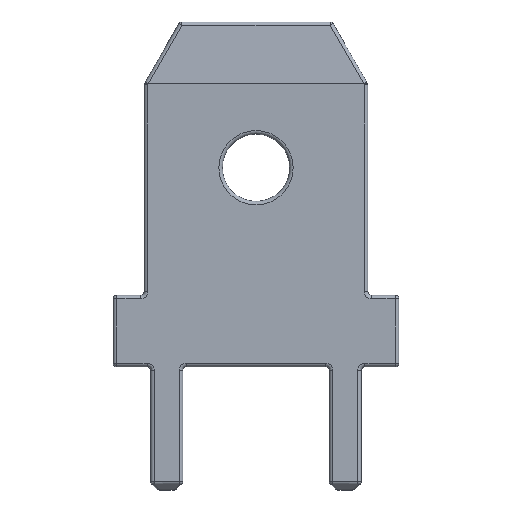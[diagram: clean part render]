
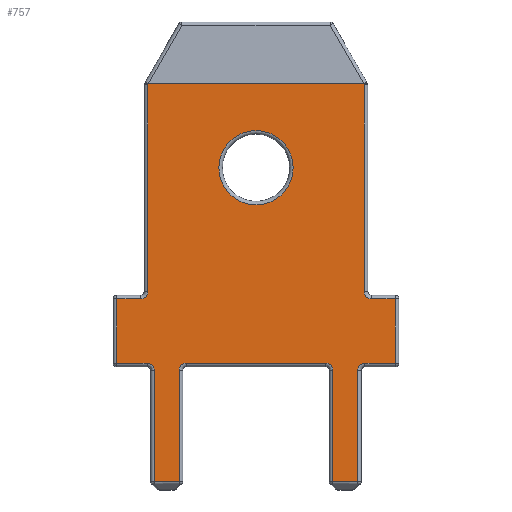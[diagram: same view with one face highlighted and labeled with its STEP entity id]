
A CAD part, front view. The second image highlights one B-rep face of the part: STEP entity #757.
In plain terms, the highlighted planar face has unit normal (0, -1, 0).
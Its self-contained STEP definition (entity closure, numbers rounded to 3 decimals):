
#170 = VERTEX_POINT('',#171);
#171 = CARTESIAN_POINT('',(2.15,-0.4,-3.209));
#181 = EDGE_CURVE('',#170,#182,#184,.T.);
#182 = VERTEX_POINT('',#183);
#183 = CARTESIAN_POINT('',(2.15,-0.4,-0.1));
#184 = LINE('',#185,#186);
#185 = CARTESIAN_POINT('',(2.15,-0.4,-3.25));
#186 = VECTOR('',#187,1.);
#187 = DIRECTION('',(0.,0.,1.));
#705 = EDGE_CURVE('',#182,#706,#708,.T.);
#706 = VERTEX_POINT('',#707);
#707 = CARTESIAN_POINT('',(1.95,-0.4,0.1));
#708 = CIRCLE('',#709,0.2);
#709 = AXIS2_PLACEMENT_3D('',#710,#711,#712);
#710 = CARTESIAN_POINT('',(1.95,-0.4,-0.1));
#711 = DIRECTION('',(0.,-1.,0.));
#712 = DIRECTION('',(1.,0.,0.));
#757 = ADVANCED_FACE('',(#758,#965),#976,.F.);
#758 = FACE_BOUND('',#759,.F.);
#759 = EDGE_LOOP('',(#760,#770,#779,#790,#798,#807,#815,#823,#831,#840,
    #848,#854,#855,#856,#864,#873,#881,#889,#897,#906,#914,#922,#930,
    #939,#947,#958));
#760 = ORIENTED_EDGE('',*,*,#761,.F.);
#761 = EDGE_CURVE('',#762,#764,#766,.T.);
#762 = VERTEX_POINT('',#763);
#763 = CARTESIAN_POINT('',(3.02,-0.4,7.918));
#764 = VERTEX_POINT('',#765);
#765 = CARTESIAN_POINT('',(-3.015,-0.4,7.918));
#766 = LINE('',#767,#768);
#767 = CARTESIAN_POINT('',(3.13,-0.4,7.918));
#768 = VECTOR('',#769,1.);
#769 = DIRECTION('',(-1.,0.,0.));
#770 = ORIENTED_EDGE('',*,*,#771,.T.);
#771 = EDGE_CURVE('',#762,#772,#774,.T.);
#772 = VERTEX_POINT('',#773);
#773 = CARTESIAN_POINT('',(3.026,-0.4,7.898));
#774 = B_SPLINE_CURVE_WITH_KNOTS('',2,(#775,#776,#777,#778),
  .UNSPECIFIED.,.F.,.F.,(3,1,3),(1.948,2.178,
    2.23),.UNSPECIFIED.);
#775 = CARTESIAN_POINT('',(3.015,-0.4,7.918));
#776 = CARTESIAN_POINT('',(3.072,-0.4,7.818));
#777 = CARTESIAN_POINT('',(3.143,-0.4,7.695));
#778 = CARTESIAN_POINT('',(3.156,-0.4,7.673));
#779 = ORIENTED_EDGE('',*,*,#780,.T.);
#780 = EDGE_CURVE('',#772,#781,#783,.T.);
#781 = VERTEX_POINT('',#782);
#782 = CARTESIAN_POINT('',(3.03,-0.4,7.891));
#783 = B_SPLINE_CURVE_WITH_KNOTS('',5,(#784,#785,#786,#787,#788,#789),
  .UNSPECIFIED.,.F.,.F.,(6,6),(0.,1.),.PIECEWISE_BEZIER_KNOTS.);
#784 = CARTESIAN_POINT('',(3.026,-0.4,7.898));
#785 = CARTESIAN_POINT('',(3.027,-0.4,7.896));
#786 = CARTESIAN_POINT('',(3.028,-0.4,7.895));
#787 = CARTESIAN_POINT('',(3.03,-0.4,7.894));
#788 = CARTESIAN_POINT('',(3.03,-0.4,7.893));
#789 = CARTESIAN_POINT('',(3.03,-0.4,7.891));
#790 = ORIENTED_EDGE('',*,*,#791,.T.);
#791 = EDGE_CURVE('',#781,#792,#794,.T.);
#792 = VERTEX_POINT('',#793);
#793 = CARTESIAN_POINT('',(3.03,-0.4,2.1));
#794 = LINE('',#795,#796);
#795 = CARTESIAN_POINT('',(3.03,-0.4,7.918));
#796 = VECTOR('',#797,1.);
#797 = DIRECTION('',(0.,0.,-1.));
#798 = ORIENTED_EDGE('',*,*,#799,.F.);
#799 = EDGE_CURVE('',#800,#792,#802,.T.);
#800 = VERTEX_POINT('',#801);
#801 = CARTESIAN_POINT('',(3.23,-0.4,1.9));
#802 = CIRCLE('',#803,0.2);
#803 = AXIS2_PLACEMENT_3D('',#804,#805,#806);
#804 = CARTESIAN_POINT('',(3.23,-0.4,2.1));
#805 = DIRECTION('',(-0.,1.,0.));
#806 = DIRECTION('',(0.,0.,-1.));
#807 = ORIENTED_EDGE('',*,*,#808,.T.);
#808 = EDGE_CURVE('',#800,#809,#811,.T.);
#809 = VERTEX_POINT('',#810);
#810 = CARTESIAN_POINT('',(3.9,-0.4,1.9));
#811 = LINE('',#812,#813);
#812 = CARTESIAN_POINT('',(3.13,-0.4,1.9));
#813 = VECTOR('',#814,1.);
#814 = DIRECTION('',(1.,0.,0.));
#815 = ORIENTED_EDGE('',*,*,#816,.T.);
#816 = EDGE_CURVE('',#809,#817,#819,.T.);
#817 = VERTEX_POINT('',#818);
#818 = CARTESIAN_POINT('',(3.9,-0.4,0.1));
#819 = LINE('',#820,#821);
#820 = CARTESIAN_POINT('',(3.9,-0.4,2.));
#821 = VECTOR('',#822,1.);
#822 = DIRECTION('',(0.,0.,-1.));
#823 = ORIENTED_EDGE('',*,*,#824,.T.);
#824 = EDGE_CURVE('',#817,#825,#827,.T.);
#825 = VERTEX_POINT('',#826);
#826 = CARTESIAN_POINT('',(3.05,-0.4,0.1));
#827 = LINE('',#828,#829);
#828 = CARTESIAN_POINT('',(4.,-0.4,0.1));
#829 = VECTOR('',#830,1.);
#830 = DIRECTION('',(-1.,0.,0.));
#831 = ORIENTED_EDGE('',*,*,#832,.F.);
#832 = EDGE_CURVE('',#833,#825,#835,.T.);
#833 = VERTEX_POINT('',#834);
#834 = CARTESIAN_POINT('',(2.85,-0.4,-0.1));
#835 = CIRCLE('',#836,0.2);
#836 = AXIS2_PLACEMENT_3D('',#837,#838,#839);
#837 = CARTESIAN_POINT('',(3.05,-0.4,-0.1));
#838 = DIRECTION('',(0.,1.,0.));
#839 = DIRECTION('',(-1.,0.,0.));
#840 = ORIENTED_EDGE('',*,*,#841,.T.);
#841 = EDGE_CURVE('',#833,#842,#844,.T.);
#842 = VERTEX_POINT('',#843);
#843 = CARTESIAN_POINT('',(2.85,-0.4,-3.209));
#844 = LINE('',#845,#846);
#845 = CARTESIAN_POINT('',(2.85,-0.4,0.));
#846 = VECTOR('',#847,1.);
#847 = DIRECTION('',(0.,0.,-1.));
#848 = ORIENTED_EDGE('',*,*,#849,.T.);
#849 = EDGE_CURVE('',#842,#170,#850,.T.);
#850 = LINE('',#851,#852);
#851 = CARTESIAN_POINT('',(2.95,-0.4,-3.209));
#852 = VECTOR('',#853,1.);
#853 = DIRECTION('',(-1.,0.,0.));
#854 = ORIENTED_EDGE('',*,*,#181,.T.);
#855 = ORIENTED_EDGE('',*,*,#705,.T.);
#856 = ORIENTED_EDGE('',*,*,#857,.T.);
#857 = EDGE_CURVE('',#706,#858,#860,.T.);
#858 = VERTEX_POINT('',#859);
#859 = CARTESIAN_POINT('',(-1.95,-0.4,0.1));
#860 = LINE('',#861,#862);
#861 = CARTESIAN_POINT('',(2.05,-0.4,0.1));
#862 = VECTOR('',#863,1.);
#863 = DIRECTION('',(-1.,0.,0.));
#864 = ORIENTED_EDGE('',*,*,#865,.T.);
#865 = EDGE_CURVE('',#858,#866,#868,.T.);
#866 = VERTEX_POINT('',#867);
#867 = CARTESIAN_POINT('',(-2.15,-0.4,-0.1));
#868 = CIRCLE('',#869,0.2);
#869 = AXIS2_PLACEMENT_3D('',#870,#871,#872);
#870 = CARTESIAN_POINT('',(-1.95,-0.4,-0.1));
#871 = DIRECTION('',(0.,-1.,0.));
#872 = DIRECTION('',(0.,0.,1.));
#873 = ORIENTED_EDGE('',*,*,#874,.T.);
#874 = EDGE_CURVE('',#866,#875,#877,.T.);
#875 = VERTEX_POINT('',#876);
#876 = CARTESIAN_POINT('',(-2.15,-0.4,-3.209));
#877 = LINE('',#878,#879);
#878 = CARTESIAN_POINT('',(-2.15,-0.4,0.));
#879 = VECTOR('',#880,1.);
#880 = DIRECTION('',(0.,0.,-1.));
#881 = ORIENTED_EDGE('',*,*,#882,.T.);
#882 = EDGE_CURVE('',#875,#883,#885,.T.);
#883 = VERTEX_POINT('',#884);
#884 = CARTESIAN_POINT('',(-2.85,-0.4,-3.209));
#885 = LINE('',#886,#887);
#886 = CARTESIAN_POINT('',(-2.05,-0.4,-3.209));
#887 = VECTOR('',#888,1.);
#888 = DIRECTION('',(-1.,0.,0.));
#889 = ORIENTED_EDGE('',*,*,#890,.T.);
#890 = EDGE_CURVE('',#883,#891,#893,.T.);
#891 = VERTEX_POINT('',#892);
#892 = CARTESIAN_POINT('',(-2.85,-0.4,-0.1));
#893 = LINE('',#894,#895);
#894 = CARTESIAN_POINT('',(-2.85,-0.4,-3.25));
#895 = VECTOR('',#896,1.);
#896 = DIRECTION('',(0.,0.,1.));
#897 = ORIENTED_EDGE('',*,*,#898,.T.);
#898 = EDGE_CURVE('',#891,#899,#901,.T.);
#899 = VERTEX_POINT('',#900);
#900 = CARTESIAN_POINT('',(-3.05,-0.4,0.1));
#901 = CIRCLE('',#902,0.2);
#902 = AXIS2_PLACEMENT_3D('',#903,#904,#905);
#903 = CARTESIAN_POINT('',(-3.05,-0.4,-0.1));
#904 = DIRECTION('',(0.,-1.,0.));
#905 = DIRECTION('',(1.,0.,0.));
#906 = ORIENTED_EDGE('',*,*,#907,.T.);
#907 = EDGE_CURVE('',#899,#908,#910,.T.);
#908 = VERTEX_POINT('',#909);
#909 = CARTESIAN_POINT('',(-3.9,-0.4,0.1));
#910 = LINE('',#911,#912);
#911 = CARTESIAN_POINT('',(-2.95,-0.4,0.1));
#912 = VECTOR('',#913,1.);
#913 = DIRECTION('',(-1.,0.,0.));
#914 = ORIENTED_EDGE('',*,*,#915,.T.);
#915 = EDGE_CURVE('',#908,#916,#918,.T.);
#916 = VERTEX_POINT('',#917);
#917 = CARTESIAN_POINT('',(-3.9,-0.4,1.9));
#918 = LINE('',#919,#920);
#919 = CARTESIAN_POINT('',(-3.9,-0.4,0.));
#920 = VECTOR('',#921,1.);
#921 = DIRECTION('',(0.,0.,1.));
#922 = ORIENTED_EDGE('',*,*,#923,.T.);
#923 = EDGE_CURVE('',#916,#924,#926,.T.);
#924 = VERTEX_POINT('',#925);
#925 = CARTESIAN_POINT('',(-3.23,-0.4,1.9));
#926 = LINE('',#927,#928);
#927 = CARTESIAN_POINT('',(-4.,-0.4,1.9));
#928 = VECTOR('',#929,1.);
#929 = DIRECTION('',(1.,0.,0.));
#930 = ORIENTED_EDGE('',*,*,#931,.T.);
#931 = EDGE_CURVE('',#924,#932,#934,.T.);
#932 = VERTEX_POINT('',#933);
#933 = CARTESIAN_POINT('',(-3.03,-0.4,2.1));
#934 = CIRCLE('',#935,0.2);
#935 = AXIS2_PLACEMENT_3D('',#936,#937,#938);
#936 = CARTESIAN_POINT('',(-3.23,-0.4,2.1));
#937 = DIRECTION('',(0.,-1.,0.));
#938 = DIRECTION('',(0.,0.,-1.));
#939 = ORIENTED_EDGE('',*,*,#940,.T.);
#940 = EDGE_CURVE('',#932,#941,#943,.T.);
#941 = VERTEX_POINT('',#942);
#942 = CARTESIAN_POINT('',(-3.03,-0.4,7.891));
#943 = LINE('',#944,#945);
#944 = CARTESIAN_POINT('',(-3.03,-0.4,2.));
#945 = VECTOR('',#946,1.);
#946 = DIRECTION('',(0.,0.,1.));
#947 = ORIENTED_EDGE('',*,*,#948,.F.);
#948 = EDGE_CURVE('',#949,#941,#951,.T.);
#949 = VERTEX_POINT('',#950);
#950 = CARTESIAN_POINT('',(-3.026,-0.4,7.898));
#951 = B_SPLINE_CURVE_WITH_KNOTS('',5,(#952,#953,#954,#955,#956,#957),
  .UNSPECIFIED.,.F.,.F.,(6,6),(0.,1.),.PIECEWISE_BEZIER_KNOTS.);
#952 = CARTESIAN_POINT('',(-3.026,-0.4,7.898));
#953 = CARTESIAN_POINT('',(-3.027,-0.4,7.896));
#954 = CARTESIAN_POINT('',(-3.028,-0.4,7.895));
#955 = CARTESIAN_POINT('',(-3.03,-0.4,7.894));
#956 = CARTESIAN_POINT('',(-3.03,-0.4,7.893));
#957 = CARTESIAN_POINT('',(-3.03,-0.4,7.891));
#958 = ORIENTED_EDGE('',*,*,#959,.T.);
#959 = EDGE_CURVE('',#949,#764,#960,.T.);
#960 = B_SPLINE_CURVE_WITH_KNOTS('',2,(#961,#962,#963,#964),
  .UNSPECIFIED.,.F.,.F.,(3,1,3),(-0.18,-0.173,
    0.058),.UNSPECIFIED.);
#961 = CARTESIAN_POINT('',(-3.134,-0.4,7.711));
#962 = CARTESIAN_POINT('',(-3.132,-0.4,7.715));
#963 = CARTESIAN_POINT('',(-3.072,-0.4,7.818));
#964 = CARTESIAN_POINT('',(-3.015,-0.4,7.918));
#965 = FACE_BOUND('',#966,.F.);
#966 = EDGE_LOOP('',(#967));
#967 = ORIENTED_EDGE('',*,*,#968,.T.);
#968 = EDGE_CURVE('',#969,#969,#971,.T.);
#969 = VERTEX_POINT('',#970);
#970 = CARTESIAN_POINT('',(1.04,-0.4,5.57));
#971 = CIRCLE('',#972,1.04);
#972 = AXIS2_PLACEMENT_3D('',#973,#974,#975);
#973 = CARTESIAN_POINT('',(0.,-0.4,5.57));
#974 = DIRECTION('',(0.,-1.,0.));
#975 = DIRECTION('',(1.,0.,0.));
#976 = PLANE('',#977);
#977 = AXIS2_PLACEMENT_3D('',#978,#979,#980);
#978 = CARTESIAN_POINT('',(0.,-0.4,2.658));
#979 = DIRECTION('',(0.,1.,0.));
#980 = DIRECTION('',(0.,0.,1.));
